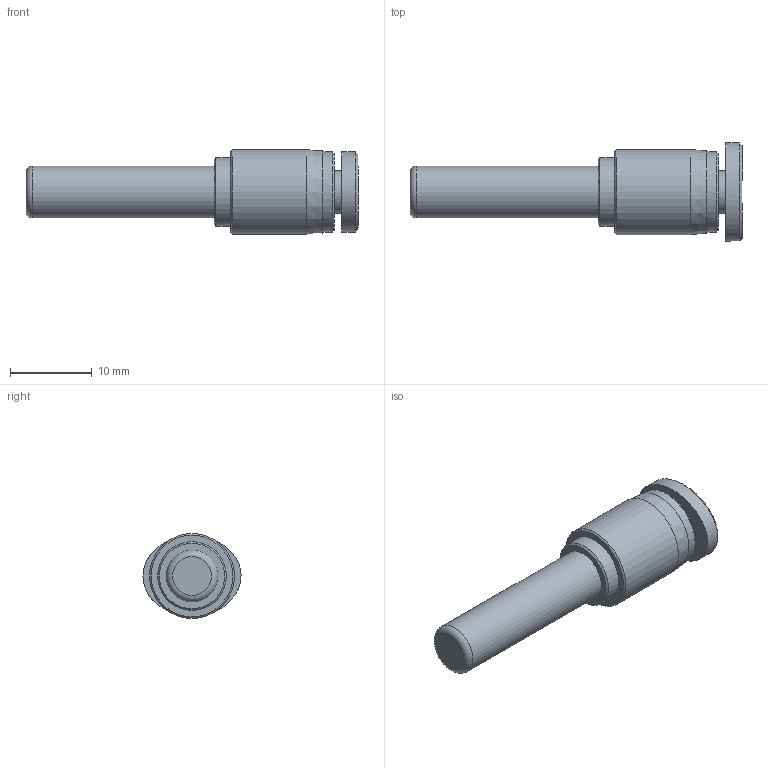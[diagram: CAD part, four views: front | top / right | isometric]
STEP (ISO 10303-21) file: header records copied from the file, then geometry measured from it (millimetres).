
FILE_DESCRIPTION((''),'2;1');
FILE_NAME('PGJ 1_4-5_32.stp','2016-10-12T10:05:05',('Administrator'),(''),'Autodesk Inventor 2013','Autodesk Inventor 2013','');
FILE_SCHEMA(('CONFIG_CONTROL_DESIGN'));
Length unit declared in the file: millimetre
Products named in the file (3): PGJ 1_4-5_32; NGJ 1_4-5_32 BODY; SLEEVE N5_32L
Assembly tree (2 placements, depth 2):
  PGJ 1_4-5_32
    NGJ 1_4-5_32 BODY
    SLEEVE N5_32L
Bounding box: 40.6 x 12 x 10.4 mm (x, y, z)
Volume: 1860.6 mm3; surface area: 1615.7 mm2
Topology: 2 solids, 2 shells, 24 faces, 38 edges, 23 vertices
Faces by surface type: plane 9, cylinder 7, cone 5, bspline 2, torus 1
Full cylindrical faces by diameter (mm): 4.2 x2, 5.2 x1, 6.35 x1, 8.4 x1, 9.8 x1, 10.4 x1
Entity records: 650 total; most frequent: CARTESIAN_POINT 174, DIRECTION 97, AXIS2_PLACEMENT_3D 48, ORIENTED_EDGE 48, EDGE_LOOP 45, EDGE_CURVE 24, FACE_OUTER_BOUND 24, ADVANCED_FACE 24
